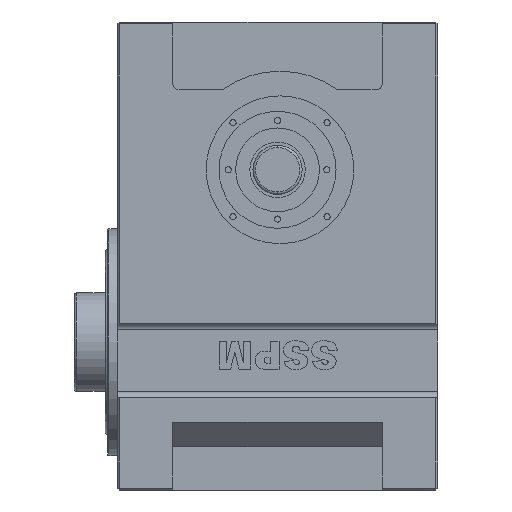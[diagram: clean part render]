
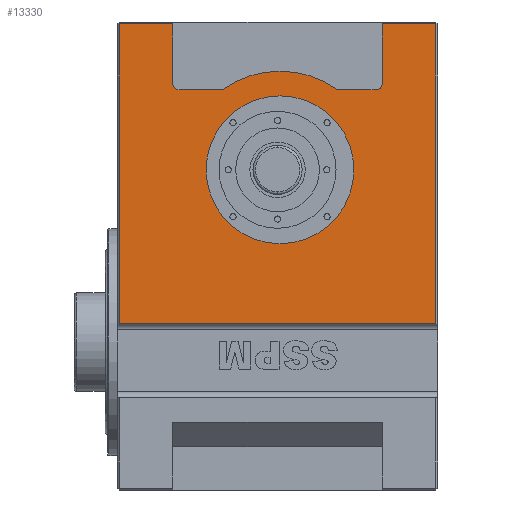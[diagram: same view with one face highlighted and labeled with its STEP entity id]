
A CAD part, left-side view. The second image highlights one B-rep face of the part: STEP entity #13330.
In plain terms, the highlighted planar face has unit normal (-1, 0, 0).
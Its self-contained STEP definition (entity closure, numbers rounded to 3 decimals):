
#319 = DIRECTION ( 'NONE',  ( 0., 0., -1. ) ) ;
#410 = DIRECTION ( 'NONE',  ( 0., 0., 1. ) ) ;
#461 = VERTEX_POINT ( 'NONE', #685 ) ;
#502 = CARTESIAN_POINT ( 'NONE',  ( -240., 128., -120. ) ) ;
#593 = CARTESIAN_POINT ( 'NONE',  ( -240., 50., -55. ) ) ;
#644 = CARTESIAN_POINT ( 'NONE',  ( -240., 258.5, -245. ) ) ;
#656 = AXIS2_PLACEMENT_3D ( 'NONE', #14210, #4476, #15595 ) ;
#685 = CARTESIAN_POINT ( 'NONE',  ( -240., 128., -40. ) ) ;
#735 = LINE ( 'NONE', #13697, #14929 ) ;
#1023 = VECTOR ( 'NONE', #15855, 1000. ) ;
#1144 = VECTOR ( 'NONE', #4531, 1000. ) ;
#1298 = EDGE_LOOP ( 'NONE', ( #12113, #11901 ) ) ;
#1760 = ORIENTED_EDGE ( 'NONE', *, *, #4177, .T. ) ;
#1856 = ORIENTED_EDGE ( 'NONE', *, *, #2431, .T. ) ;
#1890 = CARTESIAN_POINT ( 'NONE',  ( -240., 128., -120. ) ) ;
#1900 = DIRECTION ( 'NONE',  ( 1., 0., 0. ) ) ;
#1959 = VERTEX_POINT ( 'NONE', #14228 ) ;
#2082 = ORIENTED_EDGE ( 'NONE', *, *, #5219, .T. ) ;
#2431 = EDGE_CURVE ( 'NONE', #16598, #461, #9220, .T. ) ;
#2466 = CARTESIAN_POINT ( 'NONE',  ( -240., 260., 0. ) ) ;
#2510 = VERTEX_POINT ( 'NONE', #15887 ) ;
#2636 = DIRECTION ( 'NONE',  ( 0., 1., 0. ) ) ;
#2656 = CIRCLE ( 'NONE', #8691, 80. ) ;
#2723 = VECTOR ( 'NONE', #319, 1000. ) ;
#2824 = ORIENTED_EDGE ( 'NONE', *, *, #7743, .T. ) ;
#2854 = CARTESIAN_POINT ( 'NONE',  ( -240., 50., -50. ) ) ;
#3186 = CARTESIAN_POINT ( 'NONE',  ( -240., 258.5, -1.5 ) ) ;
#3201 = DIRECTION ( 'NONE',  ( 1., 0., 0. ) ) ;
#3259 = ORIENTED_EDGE ( 'NONE', *, *, #17784, .F. ) ;
#3894 = CIRCLE ( 'NONE', #7484, 60. ) ;
#3932 = VECTOR ( 'NONE', #410, 1000. ) ;
#4021 = CARTESIAN_POINT ( 'NONE',  ( -240., 210., -55. ) ) ;
#4121 = EDGE_CURVE ( 'NONE', #11159, #13861, #735, .T. ) ;
#4177 = EDGE_CURVE ( 'NONE', #1959, #14578, #5935, .T. ) ;
#4424 = CARTESIAN_POINT ( 'NONE',  ( -240., 45., 0. ) ) ;
#4476 = DIRECTION ( 'NONE',  ( 1., 0., 0. ) ) ;
#4486 = ORIENTED_EDGE ( 'NONE', *, *, #17753, .T. ) ;
#4531 = DIRECTION ( 'NONE',  ( 0., 1., 0. ) ) ;
#4711 = EDGE_CURVE ( 'NONE', #461, #7546, #2656, .T. ) ;
#4851 = EDGE_CURVE ( 'NONE', #17609, #1959, #8470, .T. ) ;
#5029 = VERTEX_POINT ( 'NONE', #593 ) ;
#5132 = DIRECTION ( 'NONE',  ( 0., 1., 0. ) ) ;
#5156 = CARTESIAN_POINT ( 'NONE',  ( -240., 215., -50. ) ) ;
#5219 = EDGE_CURVE ( 'NONE', #7546, #2510, #12340, .T. ) ;
#5812 = FACE_BOUND ( 'NONE', #1298, .T. ) ;
#5908 = AXIS2_PLACEMENT_3D ( 'NONE', #2854, #17368, #9305 ) ;
#5935 = LINE ( 'NONE', #7100, #10882 ) ;
#5993 = CARTESIAN_POINT ( 'NONE',  ( -240., 215., 0. ) ) ;
#6019 = AXIS2_PLACEMENT_3D ( 'NONE', #2466, #9294, #10598 ) ;
#6065 = DIRECTION ( 'NONE',  ( -1., 0., 0. ) ) ;
#6344 = LINE ( 'NONE', #17240, #14678 ) ;
#6423 = CARTESIAN_POINT ( 'NONE',  ( -240., 260., -1.5 ) ) ;
#6602 = ORIENTED_EDGE ( 'NONE', *, *, #4851, .T. ) ;
#6681 = CARTESIAN_POINT ( 'NONE',  ( -240., 1.5, -1.5 ) ) ;
#6909 = CARTESIAN_POINT ( 'NONE',  ( -240., 128., -60. ) ) ;
#6910 = CARTESIAN_POINT ( 'NONE',  ( -240., 81.363, -55. ) ) ;
#6984 = LINE ( 'NONE', #7377, #1144 ) ;
#7100 = CARTESIAN_POINT ( 'NONE',  ( -240., 260., -1.5 ) ) ;
#7377 = CARTESIAN_POINT ( 'NONE',  ( -240., 0., -245. ) ) ;
#7484 = AXIS2_PLACEMENT_3D ( 'NONE', #14329, #3201, #16775 ) ;
#7546 = VERTEX_POINT ( 'NONE', #9404 ) ;
#7627 = ORIENTED_EDGE ( 'NONE', *, *, #10376, .T. ) ;
#7743 = EDGE_CURVE ( 'NONE', #17244, #15979, #13052, .T. ) ;
#8248 = EDGE_LOOP ( 'NONE', ( #3259, #16579, #13966, #2824, #14914, #13665, #1856, #12044, #2082, #4486, #6602, #1760, #7627 ) ) ;
#8421 = DIRECTION ( 'NONE',  ( -1., 0., 0. ) ) ;
#8470 = LINE ( 'NONE', #5993, #3932 ) ;
#8691 = AXIS2_PLACEMENT_3D ( 'NONE', #1890, #6065, #8838 ) ;
#8838 = DIRECTION ( 'NONE',  ( 0., 0., -1. ) ) ;
#8846 = DIRECTION ( 'NONE',  ( 0., 0., -1. ) ) ;
#9220 = CIRCLE ( 'NONE', #14736, 80. ) ;
#9294 = DIRECTION ( 'NONE',  ( 1., 0., 0. ) ) ;
#9305 = DIRECTION ( 'NONE',  ( 0., 0., -1. ) ) ;
#9404 = CARTESIAN_POINT ( 'NONE',  ( -240., 174.637, -55. ) ) ;
#9480 = FACE_OUTER_BOUND ( 'NONE', #8248, .T. ) ;
#9698 = DIRECTION ( 'NONE',  ( 0., 0., 1. ) ) ;
#10376 = EDGE_CURVE ( 'NONE', #14578, #13269, #6344, .T. ) ;
#10598 = DIRECTION ( 'NONE',  ( 0., 1., 0. ) ) ;
#10641 = CIRCLE ( 'NONE', #656, 5. ) ;
#10882 = VECTOR ( 'NONE', #12570, 1000. ) ;
#11106 = VERTEX_POINT ( 'NONE', #6909 ) ;
#11159 = VERTEX_POINT ( 'NONE', #16922 ) ;
#11214 = EDGE_CURVE ( 'NONE', #14387, #11106, #13814, .T. ) ;
#11587 = EDGE_CURVE ( 'NONE', #11106, #14387, #3894, .T. ) ;
#11901 = ORIENTED_EDGE ( 'NONE', *, *, #11214, .T. ) ;
#12044 = ORIENTED_EDGE ( 'NONE', *, *, #4711, .T. ) ;
#12113 = ORIENTED_EDGE ( 'NONE', *, *, #11587, .T. ) ;
#12340 = LINE ( 'NONE', #4021, #17451 ) ;
#12404 = DIRECTION ( 'NONE',  ( 0., 0., -1. ) ) ;
#12570 = DIRECTION ( 'NONE',  ( 0., 1., 0. ) ) ;
#13052 = LINE ( 'NONE', #4424, #2723 ) ;
#13269 = VERTEX_POINT ( 'NONE', #644 ) ;
#13330 = ADVANCED_FACE ( 'NONE', ( #9480, #5812 ), #14774, .F. ) ;
#13424 = CARTESIAN_POINT ( 'NONE',  ( -240., 45., -50. ) ) ;
#13665 = ORIENTED_EDGE ( 'NONE', *, *, #13668, .T. ) ;
#13668 = EDGE_CURVE ( 'NONE', #5029, #16598, #14369, .T. ) ;
#13697 = CARTESIAN_POINT ( 'NONE',  ( -240., 1.5, 0. ) ) ;
#13814 = CIRCLE ( 'NONE', #13920, 60. ) ;
#13861 = VERTEX_POINT ( 'NONE', #6681 ) ;
#13920 = AXIS2_PLACEMENT_3D ( 'NONE', #502, #1900, #8846 ) ;
#13966 = ORIENTED_EDGE ( 'NONE', *, *, #14269, .T. ) ;
#14206 = EDGE_CURVE ( 'NONE', #15979, #5029, #17146, .T. ) ;
#14210 = CARTESIAN_POINT ( 'NONE',  ( -240., 210., -50. ) ) ;
#14228 = CARTESIAN_POINT ( 'NONE',  ( -240., 215., -1.5 ) ) ;
#14269 = EDGE_CURVE ( 'NONE', #13861, #17244, #17798, .T. ) ;
#14329 = CARTESIAN_POINT ( 'NONE',  ( -240., 128., -120. ) ) ;
#14369 = LINE ( 'NONE', #14530, #1023 ) ;
#14387 = VERTEX_POINT ( 'NONE', #14907 ) ;
#14530 = CARTESIAN_POINT ( 'NONE',  ( -240., 81.363, -55. ) ) ;
#14578 = VERTEX_POINT ( 'NONE', #3186 ) ;
#14678 = VECTOR ( 'NONE', #15873, 1000. ) ;
#14736 = AXIS2_PLACEMENT_3D ( 'NONE', #17830, #8421, #12404 ) ;
#14774 = PLANE ( 'NONE',  #6019 ) ;
#14907 = CARTESIAN_POINT ( 'NONE',  ( -240., 128., -180. ) ) ;
#14914 = ORIENTED_EDGE ( 'NONE', *, *, #14206, .T. ) ;
#14929 = VECTOR ( 'NONE', #9698, 1000. ) ;
#15445 = CARTESIAN_POINT ( 'NONE',  ( -240., 45., -1.5 ) ) ;
#15595 = DIRECTION ( 'NONE',  ( 0., 0., -1. ) ) ;
#15855 = DIRECTION ( 'NONE',  ( 0., 1., 0. ) ) ;
#15873 = DIRECTION ( 'NONE',  ( 0., 0., -1. ) ) ;
#15887 = CARTESIAN_POINT ( 'NONE',  ( -240., 210., -55. ) ) ;
#15979 = VERTEX_POINT ( 'NONE', #13424 ) ;
#16063 = VECTOR ( 'NONE', #5132, 1000. ) ;
#16579 = ORIENTED_EDGE ( 'NONE', *, *, #4121, .T. ) ;
#16598 = VERTEX_POINT ( 'NONE', #6910 ) ;
#16775 = DIRECTION ( 'NONE',  ( 0., 0., -1. ) ) ;
#16922 = CARTESIAN_POINT ( 'NONE',  ( -240., 1.5, -245. ) ) ;
#17146 = CIRCLE ( 'NONE', #5908, 5. ) ;
#17240 = CARTESIAN_POINT ( 'NONE',  ( -240., 258.5, -245. ) ) ;
#17244 = VERTEX_POINT ( 'NONE', #15445 ) ;
#17368 = DIRECTION ( 'NONE',  ( 1., 0., 0. ) ) ;
#17451 = VECTOR ( 'NONE', #2636, 1000. ) ;
#17609 = VERTEX_POINT ( 'NONE', #5156 ) ;
#17753 = EDGE_CURVE ( 'NONE', #2510, #17609, #10641, .T. ) ;
#17784 = EDGE_CURVE ( 'NONE', #11159, #13269, #6984, .T. ) ;
#17798 = LINE ( 'NONE', #6423, #16063 ) ;
#17830 = CARTESIAN_POINT ( 'NONE',  ( -240., 128., -120. ) ) ;
